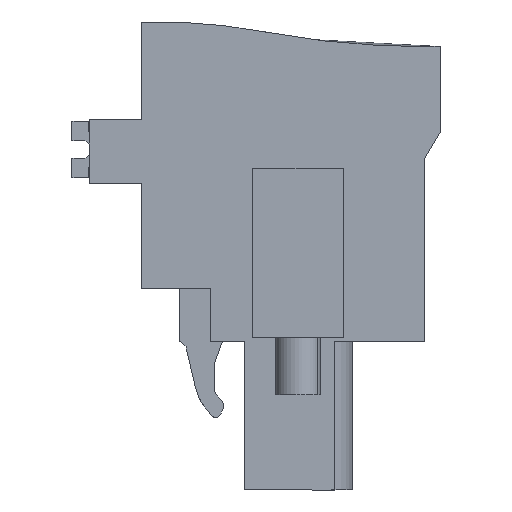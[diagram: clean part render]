
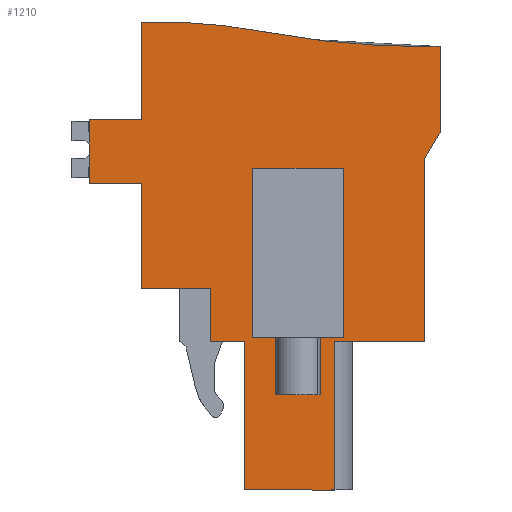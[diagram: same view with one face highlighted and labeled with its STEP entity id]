
A CAD part, left-side view. The second image highlights one B-rep face of the part: STEP entity #1210.
In plain terms, the highlighted planar face has unit normal (-1, 0, 0).
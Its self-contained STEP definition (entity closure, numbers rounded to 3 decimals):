
#1052=AXIS2_PLACEMENT_3D('Plane Axis2P3D',#1049,#1050,#1051) ;
#1065=AXIS2_PLACEMENT_3D('Circle Axis2P3D',#1063,#1064,$) ;
#1072=AXIS2_PLACEMENT_3D('Circle Axis2P3D',#1070,#1071,$) ;
#49=CARTESIAN_POINT('Vertex',(4.9,12.85,8.35)) ;
#52=CARTESIAN_POINT('Line Origine',(4.9,12.85,9.825)) ;
#56=CARTESIAN_POINT('Vertex',(4.9,12.85,11.3)) ;
#931=CARTESIAN_POINT('Vertex',(4.9,10.937,8.35)) ;
#934=CARTESIAN_POINT('Line Origine',(4.9,11.893,8.35)) ;
#1049=CARTESIAN_POINT('Axis2P3D Location',(4.9,3.817,22.4)) ;
#1054=CARTESIAN_POINT('Line Origine',(4.9,0.,22.459)) ;
#1058=CARTESIAN_POINT('Vertex',(4.9,0.,20.059)) ;
#1060=CARTESIAN_POINT('Vertex',(4.9,0.,24.859)) ;
#1063=CARTESIAN_POINT('Axis2P3D Location',(4.9,0.92,72.85)) ;
#1067=CARTESIAN_POINT('Vertex',(4.9,9.844,25.687)) ;
#1070=CARTESIAN_POINT('Axis2P3D Location',(4.9,15.85,-6.057)) ;
#1074=CARTESIAN_POINT('Vertex',(4.9,16.75,26.237)) ;
#1077=CARTESIAN_POINT('Line Origine',(4.9,16.75,23.494)) ;
#1081=CARTESIAN_POINT('Vertex',(4.9,16.75,20.75)) ;
#1084=CARTESIAN_POINT('Line Origine',(4.9,18.2,20.75)) ;
#1088=CARTESIAN_POINT('Vertex',(4.9,19.65,20.75)) ;
#1091=CARTESIAN_POINT('Line Origine',(4.9,19.65,18.975)) ;
#1095=CARTESIAN_POINT('Vertex',(4.9,19.65,17.2)) ;
#1098=CARTESIAN_POINT('Line Origine',(4.9,18.2,17.2)) ;
#1102=CARTESIAN_POINT('Vertex',(4.9,16.75,17.2)) ;
#1105=CARTESIAN_POINT('Line Origine',(4.9,16.75,14.25)) ;
#1109=CARTESIAN_POINT('Vertex',(4.9,16.75,11.3)) ;
#1112=CARTESIAN_POINT('Line Origine',(4.9,14.8,11.3)) ;
#1117=CARTESIAN_POINT('Line Origine',(4.9,10.937,4.175)) ;
#1121=CARTESIAN_POINT('Vertex',(4.9,10.937,0.)) ;
#1124=CARTESIAN_POINT('Line Origine',(4.9,8.414,0.)) ;
#1128=CARTESIAN_POINT('Vertex',(4.9,5.891,0.)) ;
#1131=CARTESIAN_POINT('Line Origine',(4.9,5.891,4.175)) ;
#1135=CARTESIAN_POINT('Vertex',(4.9,5.891,8.35)) ;
#1138=CARTESIAN_POINT('Line Origine',(4.9,3.396,8.35)) ;
#1142=CARTESIAN_POINT('Vertex',(4.9,0.9,8.35)) ;
#1145=CARTESIAN_POINT('Line Origine',(4.9,0.9,13.425)) ;
#1149=CARTESIAN_POINT('Vertex',(4.9,0.9,18.5)) ;
#1152=CARTESIAN_POINT('Line Origine',(4.9,0.45,19.279)) ;
#1176=CARTESIAN_POINT('Line Origine',(4.9,7.964,8.55)) ;
#1180=CARTESIAN_POINT('Vertex',(4.9,10.514,8.55)) ;
#1182=CARTESIAN_POINT('Vertex',(4.9,5.414,8.55)) ;
#1185=CARTESIAN_POINT('Line Origine',(4.9,10.514,13.3)) ;
#1189=CARTESIAN_POINT('Vertex',(4.9,10.514,18.05)) ;
#1192=CARTESIAN_POINT('Line Origine',(4.9,7.964,18.05)) ;
#1196=CARTESIAN_POINT('Vertex',(4.9,5.414,18.05)) ;
#1199=CARTESIAN_POINT('Line Origine',(4.9,5.414,13.3)) ;
#53=DIRECTION('Vector Direction',(0.,0.,1.)) ;
#935=DIRECTION('Vector Direction',(0.,1.,0.)) ;
#1050=DIRECTION('Axis2P3D Direction',(1.,0.,0.)) ;
#1051=DIRECTION('Axis2P3D XDirection',(0.,1.,0.)) ;
#1055=DIRECTION('Vector Direction',(0.,0.,1.)) ;
#1064=DIRECTION('Axis2P3D Direction',(1.,0.,0.)) ;
#1071=DIRECTION('Axis2P3D Direction',(1.,0.,0.)) ;
#1078=DIRECTION('Vector Direction',(0.,0.,1.)) ;
#1085=DIRECTION('Vector Direction',(0.,-1.,0.)) ;
#1092=DIRECTION('Vector Direction',(0.,0.,1.)) ;
#1099=DIRECTION('Vector Direction',(0.,1.,0.)) ;
#1106=DIRECTION('Vector Direction',(0.,0.,1.)) ;
#1113=DIRECTION('Vector Direction',(0.,-1.,0.)) ;
#1118=DIRECTION('Vector Direction',(0.,0.,-1.)) ;
#1125=DIRECTION('Vector Direction',(0.,-1.,0.)) ;
#1132=DIRECTION('Vector Direction',(0.,0.,-1.)) ;
#1139=DIRECTION('Vector Direction',(0.,1.,0.)) ;
#1146=DIRECTION('Vector Direction',(0.,0.,-1.)) ;
#1153=DIRECTION('Vector Direction',(0.,-0.5,0.866)) ;
#1177=DIRECTION('Vector Direction',(0.,-1.,0.)) ;
#1186=DIRECTION('Vector Direction',(0.,0.,-1.)) ;
#1193=DIRECTION('Vector Direction',(0.,-1.,0.)) ;
#1200=DIRECTION('Vector Direction',(0.,0.,-1.)) ;
#54=VECTOR('Line Direction',#53,1.) ;
#936=VECTOR('Line Direction',#935,1.) ;
#1056=VECTOR('Line Direction',#1055,1.) ;
#1079=VECTOR('Line Direction',#1078,1.) ;
#1086=VECTOR('Line Direction',#1085,1.) ;
#1093=VECTOR('Line Direction',#1092,1.) ;
#1100=VECTOR('Line Direction',#1099,1.) ;
#1107=VECTOR('Line Direction',#1106,1.) ;
#1114=VECTOR('Line Direction',#1113,1.) ;
#1119=VECTOR('Line Direction',#1118,1.) ;
#1126=VECTOR('Line Direction',#1125,1.) ;
#1133=VECTOR('Line Direction',#1132,1.) ;
#1140=VECTOR('Line Direction',#1139,1.) ;
#1147=VECTOR('Line Direction',#1146,1.) ;
#1154=VECTOR('Line Direction',#1153,1.) ;
#1178=VECTOR('Line Direction',#1177,1.) ;
#1187=VECTOR('Line Direction',#1186,1.) ;
#1194=VECTOR('Line Direction',#1193,1.) ;
#1201=VECTOR('Line Direction',#1200,1.) ;
#1158=ORIENTED_EDGE('',*,*,#1062,.T.) ;
#1159=ORIENTED_EDGE('',*,*,#1069,.T.) ;
#1160=ORIENTED_EDGE('',*,*,#1076,.F.) ;
#1161=ORIENTED_EDGE('',*,*,#1083,.F.) ;
#1162=ORIENTED_EDGE('',*,*,#1090,.F.) ;
#1163=ORIENTED_EDGE('',*,*,#1097,.F.) ;
#1164=ORIENTED_EDGE('',*,*,#1104,.F.) ;
#1165=ORIENTED_EDGE('',*,*,#1111,.F.) ;
#1166=ORIENTED_EDGE('',*,*,#1116,.T.) ;
#1167=ORIENTED_EDGE('',*,*,#58,.F.) ;
#1168=ORIENTED_EDGE('',*,*,#938,.F.) ;
#1169=ORIENTED_EDGE('',*,*,#1123,.T.) ;
#1170=ORIENTED_EDGE('',*,*,#1130,.T.) ;
#1171=ORIENTED_EDGE('',*,*,#1137,.F.) ;
#1172=ORIENTED_EDGE('',*,*,#1144,.F.) ;
#1173=ORIENTED_EDGE('',*,*,#1151,.F.) ;
#1174=ORIENTED_EDGE('',*,*,#1156,.T.) ;
#1205=ORIENTED_EDGE('',*,*,#1184,.F.) ;
#1206=ORIENTED_EDGE('',*,*,#1191,.F.) ;
#1207=ORIENTED_EDGE('',*,*,#1198,.F.) ;
#1208=ORIENTED_EDGE('',*,*,#1203,.T.) ;
#1209=FACE_BOUND('',#1204,.T.) ;
#1210=ADVANCED_FACE('HOUSING',(#1175,#1209),#1053,.F.) ;
#1066=CIRCLE('generated circle',#1065,48.) ;
#1073=CIRCLE('generated circle',#1072,32.307) ;
#58=EDGE_CURVE('',#50,#57,#55,.T.) ;
#938=EDGE_CURVE('',#932,#50,#937,.T.) ;
#1062=EDGE_CURVE('',#1059,#1061,#1057,.T.) ;
#1069=EDGE_CURVE('',#1061,#1068,#1066,.T.) ;
#1076=EDGE_CURVE('',#1075,#1068,#1073,.T.) ;
#1083=EDGE_CURVE('',#1082,#1075,#1080,.T.) ;
#1090=EDGE_CURVE('',#1089,#1082,#1087,.T.) ;
#1097=EDGE_CURVE('',#1096,#1089,#1094,.T.) ;
#1104=EDGE_CURVE('',#1103,#1096,#1101,.T.) ;
#1111=EDGE_CURVE('',#1110,#1103,#1108,.T.) ;
#1116=EDGE_CURVE('',#1110,#57,#1115,.T.) ;
#1123=EDGE_CURVE('',#932,#1122,#1120,.T.) ;
#1130=EDGE_CURVE('',#1122,#1129,#1127,.T.) ;
#1137=EDGE_CURVE('',#1136,#1129,#1134,.T.) ;
#1144=EDGE_CURVE('',#1143,#1136,#1141,.T.) ;
#1151=EDGE_CURVE('',#1150,#1143,#1148,.T.) ;
#1156=EDGE_CURVE('',#1150,#1059,#1155,.T.) ;
#1184=EDGE_CURVE('',#1181,#1183,#1179,.T.) ;
#1191=EDGE_CURVE('',#1190,#1181,#1188,.T.) ;
#1198=EDGE_CURVE('',#1197,#1190,#1195,.F.) ;
#1203=EDGE_CURVE('',#1197,#1183,#1202,.T.) ;
#1157=EDGE_LOOP('',(#1158,#1159,#1160,#1161,#1162,#1163,#1164,#1165,#1166,#1167,#1168,#1169,#1170,#1171,#1172,#1173,#1174)) ;
#1204=EDGE_LOOP('',(#1205,#1206,#1207,#1208)) ;
#1175=FACE_OUTER_BOUND('',#1157,.T.) ;
#55=LINE('Line',#52,#54) ;
#937=LINE('Line',#934,#936) ;
#1057=LINE('Line',#1054,#1056) ;
#1080=LINE('Line',#1077,#1079) ;
#1087=LINE('Line',#1084,#1086) ;
#1094=LINE('Line',#1091,#1093) ;
#1101=LINE('Line',#1098,#1100) ;
#1108=LINE('Line',#1105,#1107) ;
#1115=LINE('Line',#1112,#1114) ;
#1120=LINE('Line',#1117,#1119) ;
#1127=LINE('Line',#1124,#1126) ;
#1134=LINE('Line',#1131,#1133) ;
#1141=LINE('Line',#1138,#1140) ;
#1148=LINE('Line',#1145,#1147) ;
#1155=LINE('Line',#1152,#1154) ;
#1179=LINE('Line',#1176,#1178) ;
#1188=LINE('Line',#1185,#1187) ;
#1195=LINE('Line',#1192,#1194) ;
#1202=LINE('Line',#1199,#1201) ;
#1053=PLANE('',#1052) ;
#50=VERTEX_POINT('',#49) ;
#57=VERTEX_POINT('',#56) ;
#932=VERTEX_POINT('',#931) ;
#1059=VERTEX_POINT('',#1058) ;
#1061=VERTEX_POINT('',#1060) ;
#1068=VERTEX_POINT('',#1067) ;
#1075=VERTEX_POINT('',#1074) ;
#1082=VERTEX_POINT('',#1081) ;
#1089=VERTEX_POINT('',#1088) ;
#1096=VERTEX_POINT('',#1095) ;
#1103=VERTEX_POINT('',#1102) ;
#1110=VERTEX_POINT('',#1109) ;
#1122=VERTEX_POINT('',#1121) ;
#1129=VERTEX_POINT('',#1128) ;
#1136=VERTEX_POINT('',#1135) ;
#1143=VERTEX_POINT('',#1142) ;
#1150=VERTEX_POINT('',#1149) ;
#1181=VERTEX_POINT('',#1180) ;
#1183=VERTEX_POINT('',#1182) ;
#1190=VERTEX_POINT('',#1189) ;
#1197=VERTEX_POINT('',#1196) ;
